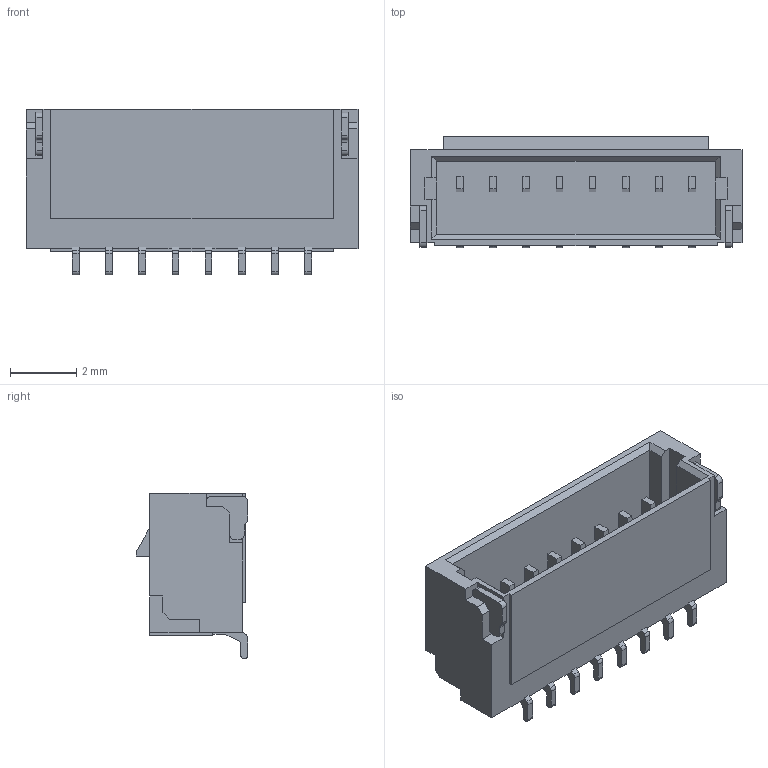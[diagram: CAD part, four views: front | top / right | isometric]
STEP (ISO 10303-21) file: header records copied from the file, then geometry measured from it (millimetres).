
FILE_DESCRIPTION((''),'2;1');
FILE_NAME('C-2367196-8','2020-03-04T08:00:14',('workeradm'),('TE Connectivity Ltd.'),'CREO PARAMETRIC BY PTC INC, 2019292','CREO PARAMETRIC BY PTC INC, 2019292','');
FILE_SCHEMA(('AUTOMOTIVE_DESIGN { 1 0 10303 214 1 1 1 1 }'));
Length unit declared in the file: millimetre
Products named in the file (1): C-2367196-8
Bounding box: 10 x 3.35 x 5 mm (x, y, z)
Volume: 66.8 mm3; surface area: 264.7 mm2
Topology: 1 solids, 1 shells, 242 faces, 686 edges, 456 vertices
Faces by surface type: plane 190, cylinder 52
Entity records: 7988 total; most frequent: CARTESIAN_POINT 1386, ORIENTED_EDGE 1372, DIRECTION 1274, EDGE_CURVE 686, VECTOR 582, LINE 582, VERTEX_POINT 456, AXIS2_PLACEMENT_3D 346
